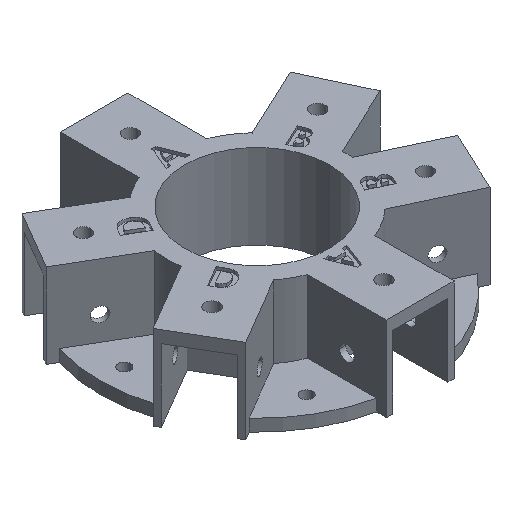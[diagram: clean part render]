
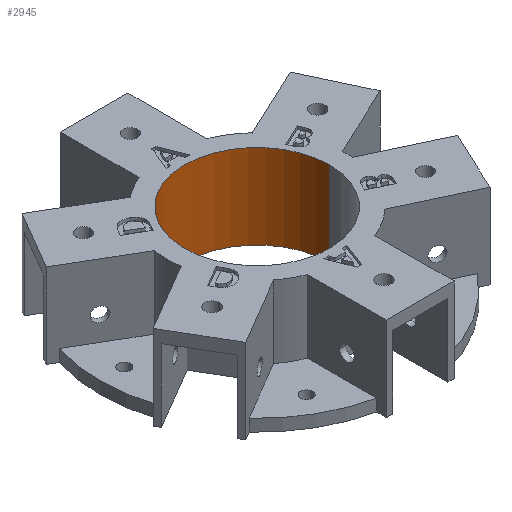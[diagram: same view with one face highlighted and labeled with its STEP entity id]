
A CAD part, isometric view. The second image highlights one B-rep face of the part: STEP entity #2945.
In plain terms, the highlighted cylindrical face has radius 60 mm (diameter 120 mm), a partial arc.
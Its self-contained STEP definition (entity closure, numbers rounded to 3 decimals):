
#6 = EDGE_CURVE ( 'NONE', #602, #40, #1313, .T. ) ;
#40 = VERTEX_POINT ( 'NONE', #8259 ) ;
#380 = VECTOR ( 'NONE', #2510, 1000. ) ;
#475 = CIRCLE ( 'NONE', #8185, 60. ) ;
#550 = CARTESIAN_POINT ( 'NONE',  ( 60., 0., 60. ) ) ;
#602 = VERTEX_POINT ( 'NONE', #5878 ) ;
#780 = ORIENTED_EDGE ( 'NONE', *, *, #6925, .T. ) ;
#1313 = LINE ( 'NONE', #550, #380 ) ;
#1362 = VERTEX_POINT ( 'NONE', #1949 ) ;
#1949 = CARTESIAN_POINT ( 'NONE',  ( -60., 0., 0. ) ) ;
#1989 = VECTOR ( 'NONE', #4900, 1000. ) ;
#2305 = EDGE_LOOP ( 'NONE', ( #2575, #5151, #780, #3176 ) ) ;
#2510 = DIRECTION ( 'NONE',  ( 0., 0., -1. ) ) ;
#2575 = ORIENTED_EDGE ( 'NONE', *, *, #6, .F. ) ;
#2778 = CARTESIAN_POINT ( 'NONE',  ( 0., 0., 70. ) ) ;
#2908 = CYLINDRICAL_SURFACE ( 'NONE', #5740, 60. ) ;
#2945 = ADVANCED_FACE ( 'NONE', ( #6119 ), #2908, .F. ) ;
#2982 = EDGE_CURVE ( 'NONE', #5972, #602, #3187, .T. ) ;
#3071 = CARTESIAN_POINT ( 'NONE',  ( -60., 0., 60. ) ) ;
#3176 = ORIENTED_EDGE ( 'NONE', *, *, #4562, .F. ) ;
#3187 = CIRCLE ( 'NONE', #6288, 60. ) ;
#3319 = DIRECTION ( 'NONE',  ( 0., 0., 1. ) ) ;
#3460 = DIRECTION ( 'NONE',  ( 1., 0., 0. ) ) ;
#3722 = LINE ( 'NONE', #3071, #1989 ) ;
#4562 = EDGE_CURVE ( 'NONE', #40, #1362, #475, .T. ) ;
#4874 = DIRECTION ( 'NONE',  ( 0., 0., -1. ) ) ;
#4900 = DIRECTION ( 'NONE',  ( 0., 0., -1. ) ) ;
#5139 = DIRECTION ( 'NONE',  ( 1., 0., 0. ) ) ;
#5151 = ORIENTED_EDGE ( 'NONE', *, *, #2982, .F. ) ;
#5498 = CARTESIAN_POINT ( 'NONE',  ( 0., 0., 60. ) ) ;
#5740 = AXIS2_PLACEMENT_3D ( 'NONE', #5498, #4874, #6784 ) ;
#5878 = CARTESIAN_POINT ( 'NONE',  ( 60., 0., 70. ) ) ;
#5972 = VERTEX_POINT ( 'NONE', #8278 ) ;
#6119 = FACE_OUTER_BOUND ( 'NONE', #2305, .T. ) ;
#6288 = AXIS2_PLACEMENT_3D ( 'NONE', #2778, #6616, #3460 ) ;
#6616 = DIRECTION ( 'NONE',  ( 0., 0., -1. ) ) ;
#6784 = DIRECTION ( 'NONE',  ( -1., 0., 0. ) ) ;
#6925 = EDGE_CURVE ( 'NONE', #5972, #1362, #3722, .T. ) ;
#8185 = AXIS2_PLACEMENT_3D ( 'NONE', #8295, #3319, #5139 ) ;
#8259 = CARTESIAN_POINT ( 'NONE',  ( 60., 0., 0. ) ) ;
#8278 = CARTESIAN_POINT ( 'NONE',  ( -60., 0., 70. ) ) ;
#8295 = CARTESIAN_POINT ( 'NONE',  ( 0., 0., 0. ) ) ;
